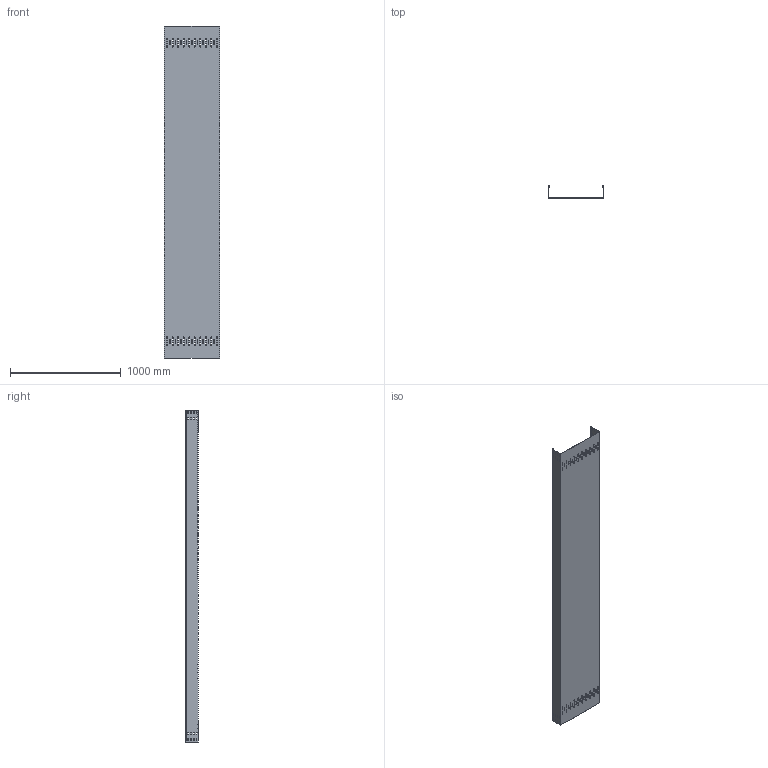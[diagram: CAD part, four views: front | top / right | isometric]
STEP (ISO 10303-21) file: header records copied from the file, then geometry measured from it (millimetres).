
FILE_DESCRIPTION (( 'STEP AP214' ), '1' );
FILE_NAME ('6061989.stp', '2019-12-11T10:21:04', ( '' ), ( '' ), 'SwSTEP 2.0', 'SolidWorks 2018', '' );
FILE_SCHEMA (( 'AUTOMOTIVE_DESIGN' ));
Length unit declared in the file: millimetre
Products named in the file (1): 6061989
Bounding box: 500 x 111 x 3000 mm (x, y, z)
Volume: 4427444.3 mm3; surface area: 4453840.4 mm2
Topology: 1 solids, 1 shells, 484 faces, 1430 edges, 948 vertices
Faces by surface type: cylinder 274, plane 210
Entity records: 16728 total; most frequent: DIRECTION 2948, CARTESIAN_POINT 2863, ORIENTED_EDGE 2860, EDGE_CURVE 1430, AXIS2_PLACEMENT_3D 1033, VERTEX_POINT 948, LINE 882, VECTOR 882
